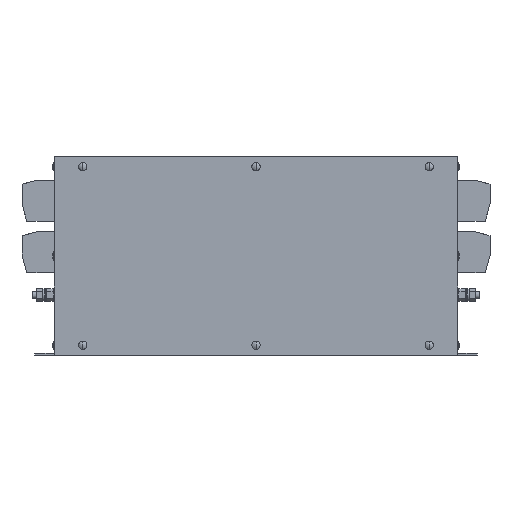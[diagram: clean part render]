
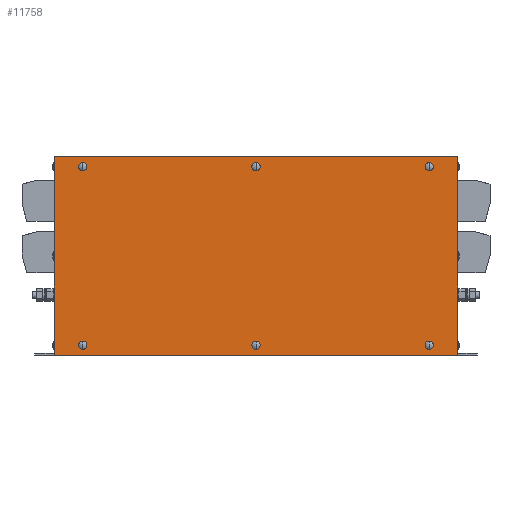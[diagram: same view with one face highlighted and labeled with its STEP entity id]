
A CAD part, top view. The second image highlights one B-rep face of the part: STEP entity #11758.
In plain terms, the highlighted planar face has unit normal (0, 0, 1).
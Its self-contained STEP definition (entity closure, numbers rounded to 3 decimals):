
#187 = VERTEX_POINT ( 'NONE', #4625 ) ;
#201 = CARTESIAN_POINT ( 'NONE',  ( -127.85, -67.5, 30.002 ) ) ;
#204 = DIRECTION ( 'NONE',  ( 0., -1., 0. ) ) ;
#394 = DIRECTION ( 'NONE',  ( 0., 0., 1. ) ) ;
#786 = CARTESIAN_POINT ( 'NONE',  ( 131., -67.5, 30.002 ) ) ;
#806 = EDGE_CURVE ( 'NONE', #18843, #20157, #14518, .T. ) ;
#999 = CIRCLE ( 'NONE', #13610, 3.15 ) ;
#1205 = CARTESIAN_POINT ( 'NONE',  ( -152.5, 75., 30.002 ) ) ;
#1313 = ORIENTED_EDGE ( 'NONE', *, *, #2878, .T. ) ;
#1322 = DIRECTION ( 'NONE',  ( 1., 0., 0. ) ) ;
#1364 = ORIENTED_EDGE ( 'NONE', *, *, #3977, .F. ) ;
#1593 = CARTESIAN_POINT ( 'NONE',  ( 152.5, -75., 30.002 ) ) ;
#1625 = DIRECTION ( 'NONE',  ( 1., 0., 0. ) ) ;
#1708 = VERTEX_POINT ( 'NONE', #22674 ) ;
#1920 = DIRECTION ( 'NONE',  ( 1., 0., 0. ) ) ;
#1926 = CIRCLE ( 'NONE', #15282, 3.15 ) ;
#2066 = VERTEX_POINT ( 'NONE', #13205 ) ;
#2207 = CARTESIAN_POINT ( 'NONE',  ( -131., 67.5, 30.002 ) ) ;
#2376 = EDGE_CURVE ( 'NONE', #20157, #18843, #5041, .T. ) ;
#2789 = CARTESIAN_POINT ( 'NONE',  ( 131., -67.5, 30.002 ) ) ;
#2793 = AXIS2_PLACEMENT_3D ( 'NONE', #18312, #14951, #1920 ) ;
#2808 = FACE_BOUND ( 'NONE', #19338, .T. ) ;
#2878 = EDGE_CURVE ( 'NONE', #17784, #22427, #9332, .T. ) ;
#3036 = EDGE_CURVE ( 'NONE', #19071, #7124, #20720, .T. ) ;
#3093 = ORIENTED_EDGE ( 'NONE', *, *, #3708, .T. ) ;
#3289 = CIRCLE ( 'NONE', #15497, 3.15 ) ;
#3484 = AXIS2_PLACEMENT_3D ( 'NONE', #4796, #21081, #7916 ) ;
#3485 = DIRECTION ( 'NONE',  ( 0., 1., 0. ) ) ;
#3535 = CARTESIAN_POINT ( 'NONE',  ( 0., 67.5, 30.002 ) ) ;
#3596 = ORIENTED_EDGE ( 'NONE', *, *, #8278, .T. ) ;
#3650 = FACE_BOUND ( 'NONE', #18726, .T. ) ;
#3708 = EDGE_CURVE ( 'NONE', #2066, #9258, #17359, .T. ) ;
#3805 = CARTESIAN_POINT ( 'NONE',  ( -152.5, 75., 30.002 ) ) ;
#3967 = DIRECTION ( 'NONE',  ( 0., 0., 1. ) ) ;
#3977 = EDGE_CURVE ( 'NONE', #13624, #12180, #23041, .T. ) ;
#3991 = CARTESIAN_POINT ( 'NONE',  ( 131., 67.5, 30.002 ) ) ;
#4054 = DIRECTION ( 'NONE',  ( 1., 0., 0. ) ) ;
#4082 = DIRECTION ( 'NONE',  ( 1., 0., 0. ) ) ;
#4122 = ORIENTED_EDGE ( 'NONE', *, *, #806, .F. ) ;
#4167 = CARTESIAN_POINT ( 'NONE',  ( -152.5, -75., 30.002 ) ) ;
#4178 = ORIENTED_EDGE ( 'NONE', *, *, #5115, .T. ) ;
#4492 = DIRECTION ( 'NONE',  ( 0., 0., 1. ) ) ;
#4609 = CIRCLE ( 'NONE', #3484, 3.15 ) ;
#4625 = CARTESIAN_POINT ( 'NONE',  ( 127.85, -67.5, 30.002 ) ) ;
#4692 = VERTEX_POINT ( 'NONE', #23045 ) ;
#4796 = CARTESIAN_POINT ( 'NONE',  ( 0., 67.5, 30.002 ) ) ;
#4917 = VECTOR ( 'NONE', #204, 1000. ) ;
#5041 = CIRCLE ( 'NONE', #6176, 3.15 ) ;
#5068 = ORIENTED_EDGE ( 'NONE', *, *, #2376, .F. ) ;
#5115 = EDGE_CURVE ( 'NONE', #22427, #2066, #19630, .T. ) ;
#5204 = PLANE ( 'NONE',  #18298 ) ;
#5248 = ORIENTED_EDGE ( 'NONE', *, *, #3036, .F. ) ;
#5305 = AXIS2_PLACEMENT_3D ( 'NONE', #8964, #10875, #6797 ) ;
#5354 = CARTESIAN_POINT ( 'NONE',  ( 127.85, 67.5, 30.002 ) ) ;
#5668 = CARTESIAN_POINT ( 'NONE',  ( 0., 0., 30.002 ) ) ;
#5674 = EDGE_CURVE ( 'NONE', #187, #13617, #8303, .T. ) ;
#5965 = DIRECTION ( 'NONE',  ( 1., 0., 0. ) ) ;
#6146 = DIRECTION ( 'NONE',  ( 1., 0., 0. ) ) ;
#6176 = AXIS2_PLACEMENT_3D ( 'NONE', #17985, #6977, #19893 ) ;
#6431 = AXIS2_PLACEMENT_3D ( 'NONE', #2789, #22538, #6146 ) ;
#6623 = EDGE_CURVE ( 'NONE', #12180, #13624, #15601, .T. ) ;
#6797 = DIRECTION ( 'NONE',  ( 1., 0., 0. ) ) ;
#6977 = DIRECTION ( 'NONE',  ( 0., 0., 1. ) ) ;
#7124 = VERTEX_POINT ( 'NONE', #201 ) ;
#7152 = DIRECTION ( 'NONE',  ( 0., 0., 1. ) ) ;
#7234 = CARTESIAN_POINT ( 'NONE',  ( -134.15, -67.5, 30.002 ) ) ;
#7271 = AXIS2_PLACEMENT_3D ( 'NONE', #3991, #394, #14759 ) ;
#7510 = CARTESIAN_POINT ( 'NONE',  ( -152.5, 75., 30.002 ) ) ;
#7666 = VECTOR ( 'NONE', #3485, 1000. ) ;
#7916 = DIRECTION ( 'NONE',  ( 1., 0., 0. ) ) ;
#7969 = DIRECTION ( 'NONE',  ( 1., 0., 0. ) ) ;
#8263 = CARTESIAN_POINT ( 'NONE',  ( 134.15, -67.5, 30.002 ) ) ;
#8278 = EDGE_CURVE ( 'NONE', #9258, #17784, #16606, .T. ) ;
#8303 = CIRCLE ( 'NONE', #21687, 3.15 ) ;
#8964 = CARTESIAN_POINT ( 'NONE',  ( 0., -67.5, 30.002 ) ) ;
#9151 = FACE_OUTER_BOUND ( 'NONE', #17322, .T. ) ;
#9258 = VERTEX_POINT ( 'NONE', #3805 ) ;
#9332 = LINE ( 'NONE', #4167, #21874 ) ;
#9397 = DIRECTION ( 'NONE',  ( 0., 0., 1. ) ) ;
#9757 = EDGE_CURVE ( 'NONE', #22546, #12924, #1926, .T. ) ;
#9801 = CIRCLE ( 'NONE', #23182, 3.15 ) ;
#10113 = FACE_BOUND ( 'NONE', #19615, .T. ) ;
#10342 = ORIENTED_EDGE ( 'NONE', *, *, #6623, .F. ) ;
#10345 = EDGE_CURVE ( 'NONE', #1708, #4692, #4609, .T. ) ;
#10401 = AXIS2_PLACEMENT_3D ( 'NONE', #10746, #7152, #13966 ) ;
#10746 = CARTESIAN_POINT ( 'NONE',  ( -131., -67.5, 30.002 ) ) ;
#10875 = DIRECTION ( 'NONE',  ( 0., 0., 1. ) ) ;
#11183 = EDGE_LOOP ( 'NONE', ( #10342, #1364 ) ) ;
#11411 = CIRCLE ( 'NONE', #6431, 3.15 ) ;
#11592 = ORIENTED_EDGE ( 'NONE', *, *, #10345, .F. ) ;
#11758 = ADVANCED_FACE ( 'NONE', ( #11903, #2808, #19201, #10113, #3650, #16212, #9151 ), #5204, .T. ) ;
#11903 = FACE_BOUND ( 'NONE', #11183, .T. ) ;
#11936 = CARTESIAN_POINT ( 'NONE',  ( -127.85, 67.5, 30.002 ) ) ;
#12180 = VERTEX_POINT ( 'NONE', #19761 ) ;
#12328 = CARTESIAN_POINT ( 'NONE',  ( -3.15, -67.5, 30.002 ) ) ;
#12924 = VERTEX_POINT ( 'NONE', #15735 ) ;
#13078 = EDGE_LOOP ( 'NONE', ( #13735, #5248 ) ) ;
#13103 = VECTOR ( 'NONE', #15675, 1000. ) ;
#13205 = CARTESIAN_POINT ( 'NONE',  ( 152.5, 75., 30.002 ) ) ;
#13249 = CARTESIAN_POINT ( 'NONE',  ( 134.15, 67.5, 30.002 ) ) ;
#13610 = AXIS2_PLACEMENT_3D ( 'NONE', #23212, #15793, #1322 ) ;
#13617 = VERTEX_POINT ( 'NONE', #8263 ) ;
#13624 = VERTEX_POINT ( 'NONE', #12328 ) ;
#13735 = ORIENTED_EDGE ( 'NONE', *, *, #20849, .F. ) ;
#13966 = DIRECTION ( 'NONE',  ( 1., 0., 0. ) ) ;
#14298 = DIRECTION ( 'NONE',  ( 0., 0., 1. ) ) ;
#14518 = CIRCLE ( 'NONE', #7271, 3.15 ) ;
#14759 = DIRECTION ( 'NONE',  ( 1., 0., 0. ) ) ;
#14951 = DIRECTION ( 'NONE',  ( 0., 0., 1. ) ) ;
#15127 = DIRECTION ( 'NONE',  ( 1., 0., 0. ) ) ;
#15282 = AXIS2_PLACEMENT_3D ( 'NONE', #2207, #9397, #15127 ) ;
#15497 = AXIS2_PLACEMENT_3D ( 'NONE', #3535, #3967, #4082 ) ;
#15591 = ORIENTED_EDGE ( 'NONE', *, *, #9757, .F. ) ;
#15601 = CIRCLE ( 'NONE', #5305, 3.15 ) ;
#15675 = DIRECTION ( 'NONE',  ( -1., 0., 0. ) ) ;
#15735 = CARTESIAN_POINT ( 'NONE',  ( -134.15, 67.5, 30.002 ) ) ;
#15793 = DIRECTION ( 'NONE',  ( 0., 0., 1. ) ) ;
#15919 = ORIENTED_EDGE ( 'NONE', *, *, #5674, .F. ) ;
#16212 = FACE_BOUND ( 'NONE', #13078, .T. ) ;
#16606 = LINE ( 'NONE', #7510, #4917 ) ;
#17087 = DIRECTION ( 'NONE',  ( 0., 0., 1. ) ) ;
#17322 = EDGE_LOOP ( 'NONE', ( #3596, #1313, #4178, #3093 ) ) ;
#17359 = LINE ( 'NONE', #1205, #13103 ) ;
#17784 = VERTEX_POINT ( 'NONE', #17854 ) ;
#17854 = CARTESIAN_POINT ( 'NONE',  ( -152.5, -75., 30.002 ) ) ;
#17985 = CARTESIAN_POINT ( 'NONE',  ( 131., 67.5, 30.002 ) ) ;
#18068 = ORIENTED_EDGE ( 'NONE', *, *, #21047, .F. ) ;
#18298 = AXIS2_PLACEMENT_3D ( 'NONE', #5668, #14298, #1625 ) ;
#18312 = CARTESIAN_POINT ( 'NONE',  ( 0., -67.5, 30.002 ) ) ;
#18580 = ORIENTED_EDGE ( 'NONE', *, *, #20522, .F. ) ;
#18726 = EDGE_LOOP ( 'NONE', ( #15591, #18068 ) ) ;
#18843 = VERTEX_POINT ( 'NONE', #13249 ) ;
#19071 = VERTEX_POINT ( 'NONE', #7234 ) ;
#19201 = FACE_BOUND ( 'NONE', #19816, .T. ) ;
#19338 = EDGE_LOOP ( 'NONE', ( #18580, #11592 ) ) ;
#19615 = EDGE_LOOP ( 'NONE', ( #4122, #5068 ) ) ;
#19630 = LINE ( 'NONE', #23463, #7666 ) ;
#19761 = CARTESIAN_POINT ( 'NONE',  ( 3.15, -67.5, 30.002 ) ) ;
#19816 = EDGE_LOOP ( 'NONE', ( #22551, #15919 ) ) ;
#19893 = DIRECTION ( 'NONE',  ( 1., 0., 0. ) ) ;
#20157 = VERTEX_POINT ( 'NONE', #5354 ) ;
#20522 = EDGE_CURVE ( 'NONE', #4692, #1708, #3289, .T. ) ;
#20720 = CIRCLE ( 'NONE', #10401, 3.15 ) ;
#20849 = EDGE_CURVE ( 'NONE', #7124, #19071, #999, .T. ) ;
#21047 = EDGE_CURVE ( 'NONE', #12924, #22546, #9801, .T. ) ;
#21081 = DIRECTION ( 'NONE',  ( 0., 0., 1. ) ) ;
#21687 = AXIS2_PLACEMENT_3D ( 'NONE', #786, #4492, #7969 ) ;
#21874 = VECTOR ( 'NONE', #4054, 1000. ) ;
#22427 = VERTEX_POINT ( 'NONE', #1593 ) ;
#22472 = CARTESIAN_POINT ( 'NONE',  ( -131., 67.5, 30.002 ) ) ;
#22538 = DIRECTION ( 'NONE',  ( 0., 0., 1. ) ) ;
#22546 = VERTEX_POINT ( 'NONE', #11936 ) ;
#22551 = ORIENTED_EDGE ( 'NONE', *, *, #23376, .F. ) ;
#22674 = CARTESIAN_POINT ( 'NONE',  ( -3.15, 67.5, 30.002 ) ) ;
#23041 = CIRCLE ( 'NONE', #2793, 3.15 ) ;
#23045 = CARTESIAN_POINT ( 'NONE',  ( 3.15, 67.5, 30.002 ) ) ;
#23182 = AXIS2_PLACEMENT_3D ( 'NONE', #22472, #17087, #5965 ) ;
#23212 = CARTESIAN_POINT ( 'NONE',  ( -131., -67.5, 30.002 ) ) ;
#23376 = EDGE_CURVE ( 'NONE', #13617, #187, #11411, .T. ) ;
#23463 = CARTESIAN_POINT ( 'NONE',  ( 152.5, 75., 30.002 ) ) ;
